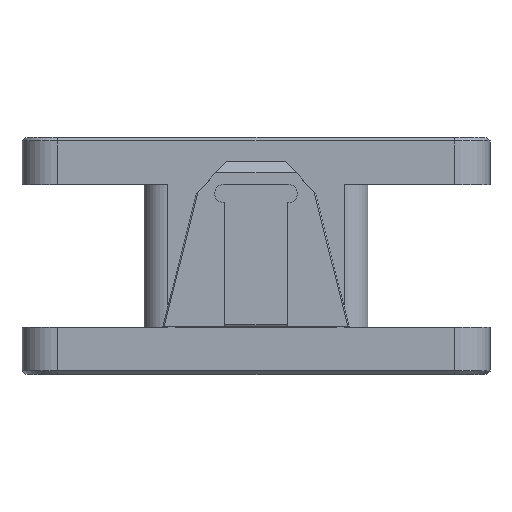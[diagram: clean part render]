
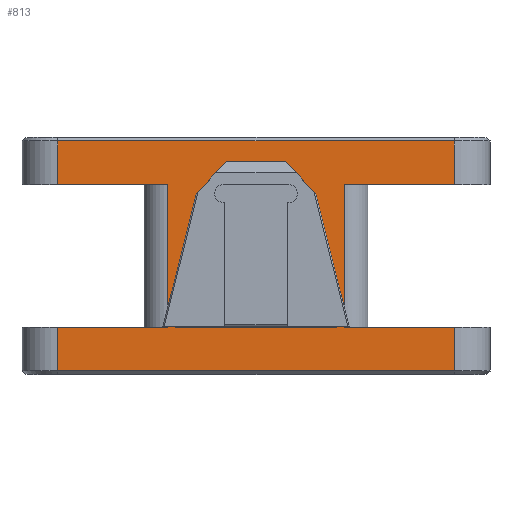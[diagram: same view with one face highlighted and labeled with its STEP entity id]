
A CAD part, top view. The second image highlights one B-rep face of the part: STEP entity #813.
In plain terms, the highlighted planar face has unit normal (0, 0, 1).
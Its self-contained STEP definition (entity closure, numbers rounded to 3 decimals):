
#521=CARTESIAN_POINT('',(38.5,51.,43.1));
#522=VERTEX_POINT('',#521);
#529=CARTESIAN_POINT('',(28.5,51.,43.1));
#530=VERTEX_POINT('',#529);
#531=CARTESIAN_POINT('',(38.5,51.,43.1));
#532=DIRECTION('',(-1.,-0.,0.));
#533=VECTOR('',#532,10.);
#534=LINE('',#531,#533);
#535=EDGE_CURVE('',#522,#530,#534,.T.);
#552=CARTESIAN_POINT('',(19.9,23.,43.1));
#553=VERTEX_POINT('',#552);
#554=CARTESIAN_POINT('',(25.75,48.,43.1));
#555=VERTEX_POINT('',#554);
#556=CARTESIAN_POINT('',(19.9,23.,43.1));
#557=DIRECTION('',(0.228,0.974,-0.));
#558=VECTOR('',#557,25.675);
#559=LINE('',#556,#558);
#560=EDGE_CURVE('',#553,#555,#559,.T.);
#584=CARTESIAN_POINT('',(28.5,51.,43.1));
#585=DIRECTION('',(-0.676,-0.737,0.));
#586=VECTOR('',#585,4.07);
#587=LINE('',#584,#586);
#588=EDGE_CURVE('',#530,#555,#587,.T.);
#610=CARTESIAN_POINT('',(41.25,48.,43.1));
#611=VERTEX_POINT('',#610);
#612=CARTESIAN_POINT('',(47.1,23.,43.1));
#613=VERTEX_POINT('',#612);
#614=CARTESIAN_POINT('',(41.25,48.,43.1));
#615=DIRECTION('',(0.228,-0.974,0.));
#616=VECTOR('',#615,25.675);
#617=LINE('',#614,#616);
#618=EDGE_CURVE('',#611,#613,#617,.T.);
#642=CARTESIAN_POINT('',(41.25,48.,43.1));
#643=DIRECTION('',(-0.676,0.737,-0.));
#644=VECTOR('',#643,4.07);
#645=LINE('',#642,#644);
#646=EDGE_CURVE('',#611,#522,#645,.T.);
#669=CARTESIAN_POINT('',(19.9,23.,43.1));
#670=DIRECTION('',(1.,0.,-0.));
#671=VECTOR('',#670,27.2);
#672=LINE('',#669,#671);
#673=EDGE_CURVE('',#553,#613,#672,.T.);
#702=CARTESIAN_POINT('',(5.6,23.,43.1));
#703=DIRECTION('',(0.,0.,1.));
#704=DIRECTION('',(1.,0.,-0.));
#705=AXIS2_PLACEMENT_3D('',#702,#703,#704);
#706=PLANE('',#705);
#707=CARTESIAN_POINT('',(67.,54.414,43.1));
#708=VERTEX_POINT('',#707);
#709=CARTESIAN_POINT('',(67.,47.,43.1));
#710=VERTEX_POINT('',#709);
#711=CARTESIAN_POINT('',(67.,54.414,43.1));
#712=DIRECTION('',(-0.,-1.,0.));
#713=VECTOR('',#712,7.414);
#714=LINE('',#711,#713);
#715=EDGE_CURVE('',#708,#710,#714,.T.);
#716=ORIENTED_EDGE('',*,*,#715,.F.);
#717=CARTESIAN_POINT('',(0.,54.414,43.1));
#718=VERTEX_POINT('',#717);
#719=CARTESIAN_POINT('',(67.,54.414,43.1));
#720=DIRECTION('',(-1.,-0.,0.));
#721=VECTOR('',#720,67.);
#722=LINE('',#719,#721);
#723=EDGE_CURVE('',#708,#718,#722,.T.);
#724=ORIENTED_EDGE('',*,*,#723,.T.);
#725=CARTESIAN_POINT('',(0.,47.,43.1));
#726=VERTEX_POINT('',#725);
#727=CARTESIAN_POINT('',(0.,54.414,43.1));
#728=DIRECTION('',(0.,-1.,0.));
#729=VECTOR('',#728,7.414);
#730=LINE('',#727,#729);
#731=EDGE_CURVE('',#718,#726,#730,.T.);
#732=ORIENTED_EDGE('',*,*,#731,.T.);
#733=CARTESIAN_POINT('',(18.6,47.,43.1));
#734=VERTEX_POINT('',#733);
#735=CARTESIAN_POINT('',(18.6,47.,43.1));
#736=DIRECTION('',(-1.,-0.,0.));
#737=VECTOR('',#736,18.6);
#738=LINE('',#735,#737);
#739=EDGE_CURVE('',#734,#726,#738,.T.);
#740=ORIENTED_EDGE('',*,*,#739,.F.);
#741=CARTESIAN_POINT('',(18.6,23.,43.1));
#742=VERTEX_POINT('',#741);
#743=CARTESIAN_POINT('',(18.6,47.,43.1));
#744=DIRECTION('',(0.,-1.,0.));
#745=VECTOR('',#744,24.);
#746=LINE('',#743,#745);
#747=EDGE_CURVE('',#734,#742,#746,.T.);
#748=ORIENTED_EDGE('',*,*,#747,.T.);
#749=CARTESIAN_POINT('',(0.,23.,43.1));
#750=VERTEX_POINT('',#749);
#751=CARTESIAN_POINT('',(18.6,23.,43.1));
#752=DIRECTION('',(-1.,-0.,0.));
#753=VECTOR('',#752,18.6);
#754=LINE('',#751,#753);
#755=EDGE_CURVE('',#742,#750,#754,.T.);
#756=ORIENTED_EDGE('',*,*,#755,.T.);
#757=CARTESIAN_POINT('',(0.,15.586,43.1));
#758=VERTEX_POINT('',#757);
#759=CARTESIAN_POINT('',(0.,23.,43.1));
#760=DIRECTION('',(0.,-1.,0.));
#761=VECTOR('',#760,7.414);
#762=LINE('',#759,#761);
#763=EDGE_CURVE('',#750,#758,#762,.T.);
#764=ORIENTED_EDGE('',*,*,#763,.T.);
#765=CARTESIAN_POINT('',(67.,15.586,43.1));
#766=VERTEX_POINT('',#765);
#767=CARTESIAN_POINT('',(0.,15.586,43.1));
#768=DIRECTION('',(1.,0.,-0.));
#769=VECTOR('',#768,67.);
#770=LINE('',#767,#769);
#771=EDGE_CURVE('',#758,#766,#770,.T.);
#772=ORIENTED_EDGE('',*,*,#771,.T.);
#773=CARTESIAN_POINT('',(67.,23.,43.1));
#774=VERTEX_POINT('',#773);
#775=CARTESIAN_POINT('',(67.,23.,43.1));
#776=DIRECTION('',(-0.,-1.,0.));
#777=VECTOR('',#776,7.414);
#778=LINE('',#775,#777);
#779=EDGE_CURVE('',#774,#766,#778,.T.);
#780=ORIENTED_EDGE('',*,*,#779,.F.);
#781=CARTESIAN_POINT('',(48.4,23.,43.1));
#782=VERTEX_POINT('',#781);
#783=CARTESIAN_POINT('',(48.4,23.,43.1));
#784=DIRECTION('',(1.,-0.,0.));
#785=VECTOR('',#784,18.6);
#786=LINE('',#783,#785);
#787=EDGE_CURVE('',#782,#774,#786,.T.);
#788=ORIENTED_EDGE('',*,*,#787,.F.);
#789=CARTESIAN_POINT('',(48.4,47.,43.1));
#790=VERTEX_POINT('',#789);
#791=CARTESIAN_POINT('',(48.4,47.,43.1));
#792=DIRECTION('',(-0.,-1.,0.));
#793=VECTOR('',#792,24.);
#794=LINE('',#791,#793);
#795=EDGE_CURVE('',#790,#782,#794,.T.);
#796=ORIENTED_EDGE('',*,*,#795,.F.);
#797=CARTESIAN_POINT('',(48.4,47.,43.1));
#798=DIRECTION('',(1.,-0.,0.));
#799=VECTOR('',#798,18.6);
#800=LINE('',#797,#799);
#801=EDGE_CURVE('',#790,#710,#800,.T.);
#802=ORIENTED_EDGE('',*,*,#801,.T.);
#803=EDGE_LOOP('',(#716,#724,#732,#740,#748,#756,#764,#772,#780,#788,#796,#802));
#804=FACE_BOUND('',#803,.T.);
#805=ORIENTED_EDGE('',*,*,#673,.F.);
#806=ORIENTED_EDGE('',*,*,#560,.T.);
#807=ORIENTED_EDGE('',*,*,#588,.F.);
#808=ORIENTED_EDGE('',*,*,#535,.F.);
#809=ORIENTED_EDGE('',*,*,#646,.F.);
#810=ORIENTED_EDGE('',*,*,#618,.T.);
#811=EDGE_LOOP('',(#805,#806,#807,#808,#809,#810));
#812=FACE_BOUND('',#811,.T.);
#813=ADVANCED_FACE('',(#804,#812),#706,.T.);
